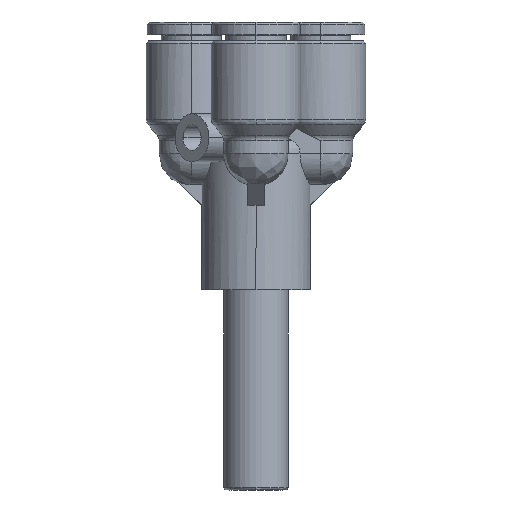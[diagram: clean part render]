
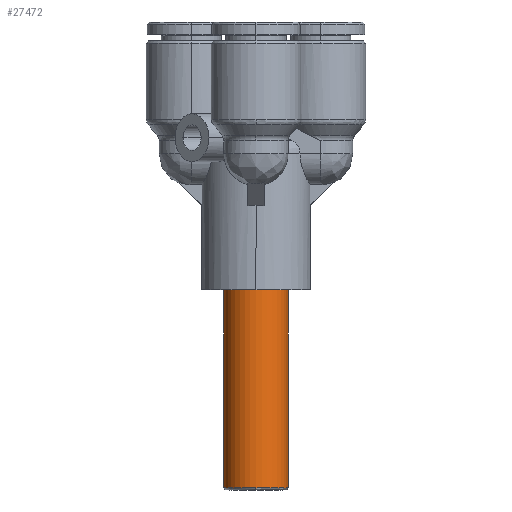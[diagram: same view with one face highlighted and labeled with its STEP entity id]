
A CAD part, left-side view. The second image highlights one B-rep face of the part: STEP entity #27472.
In plain terms, the highlighted cylindrical face has radius 4 mm (diameter 8 mm), a partial arc.
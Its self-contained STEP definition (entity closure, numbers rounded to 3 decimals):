
#442 = VECTOR ( 'NONE', #8269, 1000. ) ;
#1637 = CARTESIAN_POINT ( 'NONE',  ( 32.368, 4., -21.976 ) ) ;
#2141 = LINE ( 'NONE', #5325, #442 ) ;
#2320 = ORIENTED_EDGE ( 'NONE', *, *, #18284, .T. ) ;
#3029 = VERTEX_POINT ( 'NONE', #14318 ) ;
#3220 = DIRECTION ( 'NONE',  ( -1., 0., 0. ) ) ;
#4767 = VERTEX_POINT ( 'NONE', #11753 ) ;
#5325 = CARTESIAN_POINT ( 'NONE',  ( 32.368, -4., -21.976 ) ) ;
#5523 = AXIS2_PLACEMENT_3D ( 'NONE', #16429, #3220, #16758 ) ;
#5529 = EDGE_LOOP ( 'NONE', ( #19430, #35072, #14571, #2320, #27840 ) ) ;
#5701 = DIRECTION ( 'NONE',  ( -1., 0., 0. ) ) ;
#5726 = EDGE_CURVE ( 'NONE', #4767, #34507, #14366, .T. ) ;
#7542 = CARTESIAN_POINT ( 'NONE',  ( 19.868, -4., -21.976 ) ) ;
#8269 = DIRECTION ( 'NONE',  ( -1., 0., 0. ) ) ;
#8307 = EDGE_CURVE ( 'NONE', #4767, #33775, #33845, .T. ) ;
#8835 = EDGE_CURVE ( 'NONE', #34507, #3029, #26644, .T. ) ;
#10397 = AXIS2_PLACEMENT_3D ( 'NONE', #23734, #18274, #15444 ) ;
#11753 = CARTESIAN_POINT ( 'NONE',  ( 44.568, 4., -21.976 ) ) ;
#12095 = DIRECTION ( 'NONE',  ( -1., 0., 0. ) ) ;
#13839 = VERTEX_POINT ( 'NONE', #7542 ) ;
#14318 = CARTESIAN_POINT ( 'NONE',  ( 44.568, -4., -21.976 ) ) ;
#14366 = CIRCLE ( 'NONE', #10397, 4. ) ;
#14571 = ORIENTED_EDGE ( 'NONE', *, *, #8835, .T. ) ;
#15444 = DIRECTION ( 'NONE',  ( 0., -1., 0. ) ) ;
#16429 = CARTESIAN_POINT ( 'NONE',  ( 44.568, 0., -21.976 ) ) ;
#16590 = CIRCLE ( 'NONE', #33101, 4. ) ;
#16758 = DIRECTION ( 'NONE',  ( 0., -1., 0. ) ) ;
#18274 = DIRECTION ( 'NONE',  ( -1., 0., 0. ) ) ;
#18284 = EDGE_CURVE ( 'NONE', #3029, #13839, #2141, .T. ) ;
#19203 = CARTESIAN_POINT ( 'NONE',  ( 32.368, 0., -21.976 ) ) ;
#19430 = ORIENTED_EDGE ( 'NONE', *, *, #8307, .F. ) ;
#21161 = VECTOR ( 'NONE', #12095, 1000. ) ;
#21393 = CARTESIAN_POINT ( 'NONE',  ( 19.868, 4., -21.976 ) ) ;
#22842 = CARTESIAN_POINT ( 'NONE',  ( 19.868, 0., -21.976 ) ) ;
#23734 = CARTESIAN_POINT ( 'NONE',  ( 44.568, 0., -21.976 ) ) ;
#24673 = DIRECTION ( 'NONE',  ( 0., -1., 0. ) ) ;
#25554 = DIRECTION ( 'NONE',  ( 1., 0., 0. ) ) ;
#26644 = CIRCLE ( 'NONE', #5523, 4. ) ;
#27472 = ADVANCED_FACE ( 'NONE', ( #32551 ), #34205, .T. ) ;
#27840 = ORIENTED_EDGE ( 'NONE', *, *, #35069, .T. ) ;
#30876 = DIRECTION ( 'NONE',  ( 0., -1., 0. ) ) ;
#32235 = AXIS2_PLACEMENT_3D ( 'NONE', #19203, #5701, #24673 ) ;
#32551 = FACE_OUTER_BOUND ( 'NONE', #5529, .T. ) ;
#32813 = CARTESIAN_POINT ( 'NONE',  ( 44.568, 0., -25.976 ) ) ;
#33101 = AXIS2_PLACEMENT_3D ( 'NONE', #22842, #25554, #30876 ) ;
#33775 = VERTEX_POINT ( 'NONE', #21393 ) ;
#33845 = LINE ( 'NONE', #1637, #21161 ) ;
#34205 = CYLINDRICAL_SURFACE ( 'NONE', #32235, 4. ) ;
#34507 = VERTEX_POINT ( 'NONE', #32813 ) ;
#35069 = EDGE_CURVE ( 'NONE', #13839, #33775, #16590, .T. ) ;
#35072 = ORIENTED_EDGE ( 'NONE', *, *, #5726, .T. ) ;
